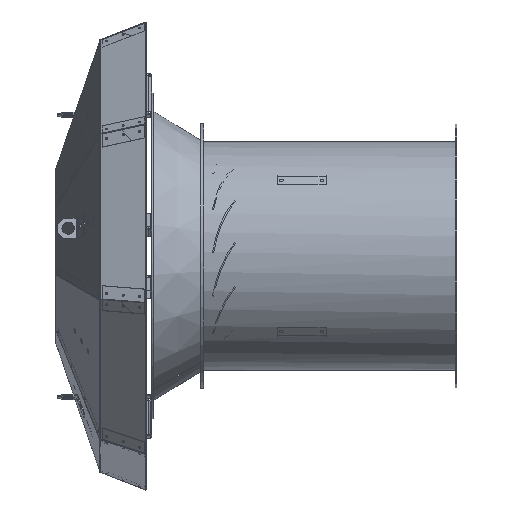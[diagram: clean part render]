
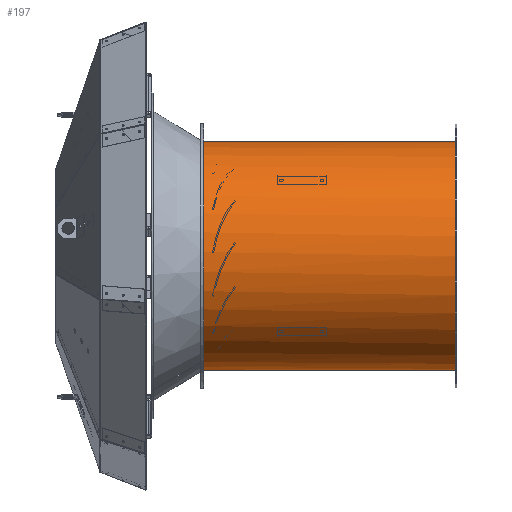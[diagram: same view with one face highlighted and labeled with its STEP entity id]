
A CAD part, front view. The second image highlights one B-rep face of the part: STEP entity #197.
In plain terms, the highlighted cylindrical face has radius 281.2 mm (diameter 562.4 mm), a partial arc.
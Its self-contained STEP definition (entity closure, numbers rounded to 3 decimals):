
#197=ADVANCED_FACE('',(#16578),#16580,.T.);
#16578=FACE_BOUND('',#16579,.T.);
#16579=EDGE_LOOP('',(#36980,#36981,#36982,#36983,#36984,#36985,#36986,#36987));
#16580=CYLINDRICAL_SURFACE('',#16581,281.2);
#16581=AXIS2_PLACEMENT_3D('',#16582,#16583,#16584);
#16582=CARTESIAN_POINT('',(0.,0.,0.));
#16583=DIRECTION('',(-1.,0.,0.));
#16584=DIRECTION('',(0.,0.001,-1.));
#36980=ORIENTED_EDGE('',*,*,#50294,.T.);
#36981=ORIENTED_EDGE('',*,*,#50307,.T.);
#36982=ORIENTED_EDGE('',*,*,#50308,.F.);
#36983=ORIENTED_EDGE('',*,*,#50309,.T.);
#36984=ORIENTED_EDGE('',*,*,#50290,.T.);
#36985=ORIENTED_EDGE('',*,*,#50289,.F.);
#36986=ORIENTED_EDGE('',*,*,#50306,.T.);
#36987=ORIENTED_EDGE('',*,*,#50296,.T.);
#50289=EDGE_CURVE('',#56316,#56312,#56318,.T.);
#50290=EDGE_CURVE('',#56319,#56312,#56320,.F.);
#50294=EDGE_CURVE('',#56327,#56325,#56328,.F.);
#50296=EDGE_CURVE('',#56330,#56327,#56331,.T.);
#50306=EDGE_CURVE('',#56316,#56330,#56346,.T.);
#50307=EDGE_CURVE('',#56325,#56347,#56348,.F.);
#50308=EDGE_CURVE('',#56349,#56347,#56350,.T.);
#50309=EDGE_CURVE('',#56349,#56319,#56351,.T.);
#56312=VERTEX_POINT('',#64637);
#56316=VERTEX_POINT('',#64645);
#56318=LINE('',#64649,#64650);
#56319=VERTEX_POINT('',#64652);
#56320=CIRCLE('',#64653,281.2);
#56325=VERTEX_POINT('',#64670);
#56327=VERTEX_POINT('',#64677);
#56328=CIRCLE('',#64678,281.2);
#56330=VERTEX_POINT('',#64685);
#56331=LINE('',#64686,#64687);
#56346=CIRCLE('',#64732,281.2);
#56347=VERTEX_POINT('',#64736);
#56348=B_SPLINE_CURVE_WITH_KNOTS('',3,
(#64737,#64738,#64739,#64740),
.UNSPECIFIED.,.F.,.F.,
(4,4),
(0.,1.),
.UNSPECIFIED.);
#56349=VERTEX_POINT('',#64741);
#56350=CIRCLE('',#64742,281.2);
#56351=B_SPLINE_CURVE_WITH_KNOTS('',3,
(#64746,#64747,#64748,#64749),
.UNSPECIFIED.,.F.,.F.,
(4,4),
(0.,1.),
.UNSPECIFIED.);
#64637=CARTESIAN_POINT('',(-624.659,0.201,-281.2));
#64645=CARTESIAN_POINT('',(0.,0.201,-281.2));
#64649=CARTESIAN_POINT('',(0.,0.201,-281.2));
#64650=VECTOR('',#64651,1.);
#64651=DIRECTION('',(-1.,0.,0.));
#64652=CARTESIAN_POINT('',(-624.659,-107.379,-259.891));
#64653=AXIS2_PLACEMENT_3D('',#64654,#64655,#64656);
#64654=CARTESIAN_POINT('',(-624.659,0.,0.));
#64655=DIRECTION('',(-1.,0.,0.));
#64656=DIRECTION('',(0.,0.001,-1.));
#64670=CARTESIAN_POINT('',(-624.659,-107.842,-259.699));
#64677=CARTESIAN_POINT('',(-624.659,1.205,-281.197));
#64678=AXIS2_PLACEMENT_3D('',#64679,#64680,#64681);
#64679=CARTESIAN_POINT('',(-624.659,0.,0.));
#64680=DIRECTION('',(-1.,0.,0.));
#64681=DIRECTION('',(0.,-0.384,-0.924));
#64685=CARTESIAN_POINT('',(0.,1.205,-281.197));
#64686=CARTESIAN_POINT('',(0.,1.205,-281.197));
#64687=VECTOR('',#64688,1.);
#64688=DIRECTION('',(-1.,0.,0.));
#64732=AXIS2_PLACEMENT_3D('',#64733,#64734,#64735);
#64733=CARTESIAN_POINT('',(0.,0.,0.));
#64734=DIRECTION('',(-1.,-0.,-0.));
#64735=DIRECTION('',(0.,0.001,-1.));
#64736=CARTESIAN_POINT('',(-625.,-107.842,-259.699));
#64737=CARTESIAN_POINT('',(-625.,-107.842,-259.699));
#64738=CARTESIAN_POINT('',(-624.886,-107.842,-259.699));
#64739=CARTESIAN_POINT('',(-624.773,-107.842,-259.699));
#64740=CARTESIAN_POINT('',(-624.659,-107.842,-259.699));
#64741=CARTESIAN_POINT('',(-625.,-107.379,-259.891));
#64742=AXIS2_PLACEMENT_3D('',#64743,#64744,#64745);
#64743=CARTESIAN_POINT('',(-625.,0.,0.));
#64744=DIRECTION('',(-1.,-0.,-0.));
#64745=DIRECTION('',(0.,-0.382,-0.924));
#64746=CARTESIAN_POINT('',(-625.,-107.379,-259.891));
#64747=CARTESIAN_POINT('',(-624.886,-107.379,-259.891));
#64748=CARTESIAN_POINT('',(-624.773,-107.379,-259.891));
#64749=CARTESIAN_POINT('',(-624.659,-107.379,-259.891));
